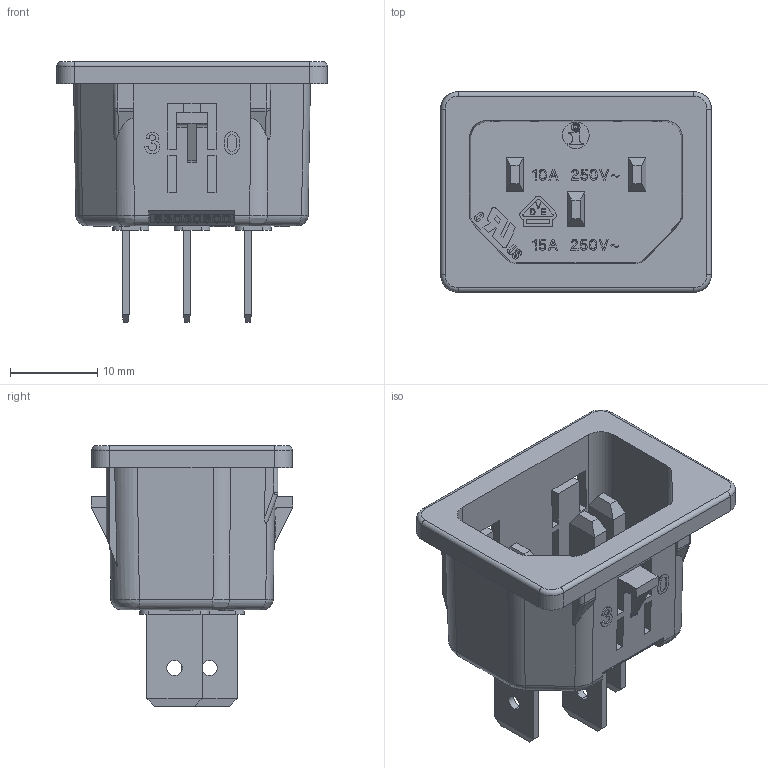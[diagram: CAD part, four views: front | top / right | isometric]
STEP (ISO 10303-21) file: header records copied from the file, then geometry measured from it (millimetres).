
FILE_DESCRIPTION(('Creo Elements/Direct Modeling STEP Export'),'2;1');
FILE_NAME('83030800_R6_C14_Snap-In_3.0mm_QD_10-13-16.stp','2016-10-13T11:56:48',(''),(''),'PTC Creo Elements/Direct Modeling STEP processor for AP214 (Solid Model)','PTC Creo Elements/Direct Modeling 19.0D 23-Nov-2015 (C) Parametric Technology GmbH','');
FILE_SCHEMA(('AUTOMOTIVE_DESIGN { 1 0 10303 214 1 1 1 1 }'));
Length unit declared in the file: millimetre
Products named in the file (6): C14_Snap-in_BODY_3.0mm_R6_10-13-16; 55030530_R3_Contact_QD_GND_1-18-16; Contacts_Measured_L-N_QD; Contacts_C14-C16_QD_Assy; Part-Number-Insert_83030800; 83030800_R6_C14_Snap-in_QD_3.0mm_10-13-16
Assembly tree (6 placements, depth 3):
  83030800_R6_C14_Snap-in_QD_3.0mm_10-13-16
    Part-Number-Insert_83030800
    Contacts_C14-C16_QD_Assy
      Contacts_Measured_L-N_QD  x2
      55030530_R3_Contact_QD_GND_1-18-16
    C14_Snap-in_BODY_3.0mm_R6_10-13-16
Bounding box: 31 x 23.08 x 29.83 mm (x, y, z)
Volume: 3781 mm3; surface area: 5420.4 mm2
Topology: 5 solids, 5 shells, 1880 faces, 5322 edges, 3534 vertices
Faces by surface type: plane 1716, cylinder 119, extrusion 29, bspline 12, torus 4
Entity records: 62124 total; most frequent: CARTESIAN_POINT 13993, ORIENTED_EDGE 10522, DIRECTION 8889, EDGE_CURVE 5261, VECTOR 4919, LINE 4890, VERTEX_POINT 3496, AXIS2_PLACEMENT_3D 1985
